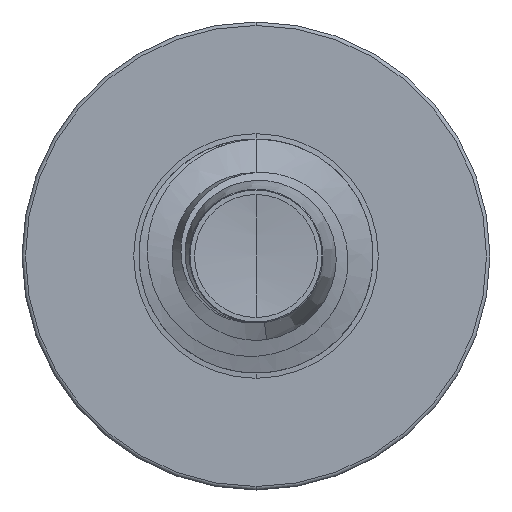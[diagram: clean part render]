
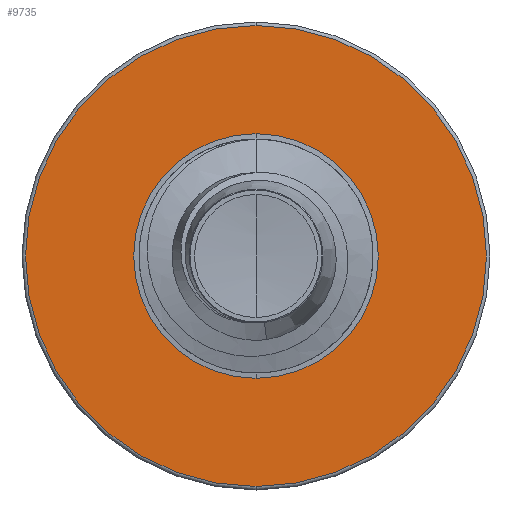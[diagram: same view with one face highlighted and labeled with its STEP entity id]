
A CAD part, front view. The second image highlights one B-rep face of the part: STEP entity #9735.
In plain terms, the highlighted planar face has unit normal (0, -1, 0).
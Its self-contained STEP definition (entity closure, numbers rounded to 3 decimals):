
#108 = ORIENTED_EDGE ( 'NONE', *, *, #6977, .F. ) ;
#358 = CIRCLE ( 'NONE', #9466, 1.15 ) ;
#440 = ORIENTED_EDGE ( 'NONE', *, *, #5660, .F. ) ;
#868 = EDGE_CURVE ( 'NONE', #7117, #8012, #358, .T. ) ;
#1103 = ORIENTED_EDGE ( 'NONE', *, *, #868, .T. ) ;
#1307 = ORIENTED_EDGE ( 'NONE', *, *, #5820, .T. ) ;
#1695 = VERTEX_POINT ( 'NONE', #4454 ) ;
#2415 = CARTESIAN_POINT ( 'NONE',  ( 0., 3., -1.15 ) ) ;
#2423 = CARTESIAN_POINT ( 'NONE',  ( 0., 3., 1.15 ) ) ;
#2588 = DIRECTION ( 'NONE',  ( 0., 0., 1. ) ) ;
#2601 = DIRECTION ( 'NONE',  ( 0., 1., 0. ) ) ;
#2617 = CARTESIAN_POINT ( 'NONE',  ( 0., 3., 0. ) ) ;
#3727 = EDGE_LOOP ( 'NONE', ( #1103, #1307 ) ) ;
#3929 = CARTESIAN_POINT ( 'NONE',  ( 0., 3., -2.167 ) ) ;
#4454 = CARTESIAN_POINT ( 'NONE',  ( 0., 3., 2.167 ) ) ;
#4669 = AXIS2_PLACEMENT_3D ( 'NONE', #5464, #5454, #5441 ) ;
#5167 = CIRCLE ( 'NONE', #6898, 1.15 ) ;
#5176 = DIRECTION ( 'NONE',  ( 0., 0., 1. ) ) ;
#5179 = DIRECTION ( 'NONE',  ( 0., 1., 0. ) ) ;
#5193 = CARTESIAN_POINT ( 'NONE',  ( 0., 3., 0. ) ) ;
#5293 = CIRCLE ( 'NONE', #8591, 2.167 ) ;
#5441 = DIRECTION ( 'NONE',  ( 0., 0., 1. ) ) ;
#5454 = DIRECTION ( 'NONE',  ( 0., 1., 0. ) ) ;
#5464 = CARTESIAN_POINT ( 'NONE',  ( 0., 3., 0. ) ) ;
#5660 = EDGE_CURVE ( 'NONE', #1695, #6441, #9229, .T. ) ;
#5808 = DIRECTION ( 'NONE',  ( 0., 0., 1. ) ) ;
#5811 = DIRECTION ( 'NONE',  ( 0., 1., 0. ) ) ;
#5820 = EDGE_CURVE ( 'NONE', #8012, #7117, #5167, .T. ) ;
#5848 = CARTESIAN_POINT ( 'NONE',  ( 0., 3., -1.15 ) ) ;
#5885 = DIRECTION ( 'NONE',  ( 0., 0., 1. ) ) ;
#5892 = PLANE ( 'NONE',  #8392 ) ;
#5896 = DIRECTION ( 'NONE',  ( 0., 1., 0. ) ) ;
#5909 = CARTESIAN_POINT ( 'NONE',  ( 0., 3., 0. ) ) ;
#6441 = VERTEX_POINT ( 'NONE', #3929 ) ;
#6898 = AXIS2_PLACEMENT_3D ( 'NONE', #5193, #5179, #5176 ) ;
#6977 = EDGE_CURVE ( 'NONE', #6441, #1695, #5293, .T. ) ;
#7117 = VERTEX_POINT ( 'NONE', #2423 ) ;
#7664 = FACE_BOUND ( 'NONE', #3727, .T. ) ;
#8012 = VERTEX_POINT ( 'NONE', #2415 ) ;
#8392 = AXIS2_PLACEMENT_3D ( 'NONE', #5848, #5811, #5808 ) ;
#8591 = AXIS2_PLACEMENT_3D ( 'NONE', #2617, #2601, #2588 ) ;
#9229 = CIRCLE ( 'NONE', #4669, 2.167 ) ;
#9437 = FACE_OUTER_BOUND ( 'NONE', #9611, .T. ) ;
#9466 = AXIS2_PLACEMENT_3D ( 'NONE', #5909, #5896, #5885 ) ;
#9611 = EDGE_LOOP ( 'NONE', ( #440, #108 ) ) ;
#9735 = ADVANCED_FACE ( 'NONE', ( #9437, #7664 ), #5892, .F. ) ;
